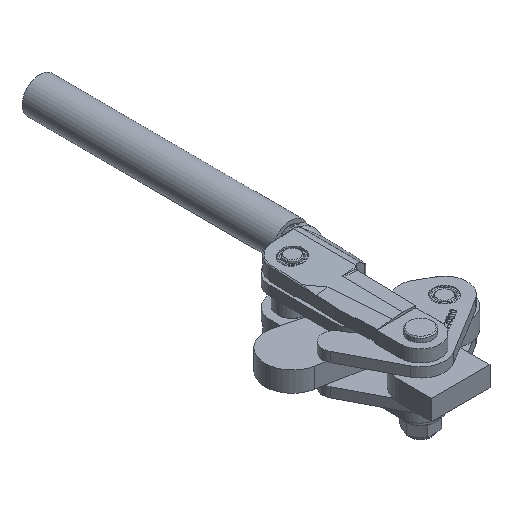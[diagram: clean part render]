
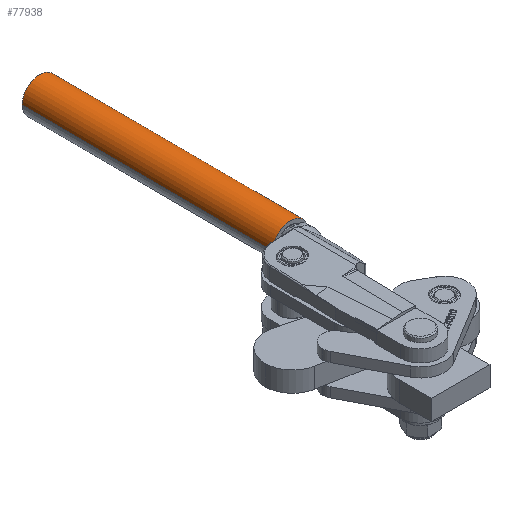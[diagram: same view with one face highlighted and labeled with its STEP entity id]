
A CAD part, isometric view. The second image highlights one B-rep face of the part: STEP entity #77938.
In plain terms, the highlighted cylindrical face has radius 8.75 mm (diameter 17.5 mm), a partial arc.
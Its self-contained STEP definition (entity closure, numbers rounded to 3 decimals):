
#1535 = DIRECTION ( 'NONE',  ( 1., 0., 0. ) ) ;
#5049 = CARTESIAN_POINT ( 'NONE',  ( -87.8, 31.698, 18.064 ) ) ;
#11137 = AXIS2_PLACEMENT_3D ( 'NONE', #80946, #36030, #88506 ) ;
#13002 = CARTESIAN_POINT ( 'NONE',  ( -87.8, 22.948, 18.064 ) ) ;
#13104 = CARTESIAN_POINT ( 'NONE',  ( -212.8, 14.198, 18.064 ) ) ;
#13696 = EDGE_CURVE ( 'NONE', #41452, #64717, #32052, .T. ) ;
#14837 = CARTESIAN_POINT ( 'NONE',  ( -87.8, 14.198, 18.064 ) ) ;
#16557 = EDGE_LOOP ( 'NONE', ( #73721, #89889, #71314, #36558 ) ) ;
#16602 = CARTESIAN_POINT ( 'NONE',  ( -212.8, 31.698, 18.064 ) ) ;
#19364 = CARTESIAN_POINT ( 'NONE',  ( -212.8, 14.198, 18.064 ) ) ;
#20558 = DIRECTION ( 'NONE',  ( 0., -1., 0. ) ) ;
#32052 = LINE ( 'NONE', #37109, #89516 ) ;
#35843 = VERTEX_POINT ( 'NONE', #19364 ) ;
#36030 = DIRECTION ( 'NONE',  ( -1., 0., 0. ) ) ;
#36136 = CIRCLE ( 'NONE', #55232, 8.75 ) ;
#36558 = ORIENTED_EDGE ( 'NONE', *, *, #13696, .F. ) ;
#37109 = CARTESIAN_POINT ( 'NONE',  ( -212.8, 31.698, 18.064 ) ) ;
#39315 = CARTESIAN_POINT ( 'NONE',  ( -212.8, 22.948, 18.064 ) ) ;
#39699 = CYLINDRICAL_SURFACE ( 'NONE', #55798, 8.75 ) ;
#41452 = VERTEX_POINT ( 'NONE', #16602 ) ;
#42079 = FACE_OUTER_BOUND ( 'NONE', #16557, .T. ) ;
#45425 = EDGE_CURVE ( 'NONE', #35843, #41452, #75991, .T. ) ;
#55232 = AXIS2_PLACEMENT_3D ( 'NONE', #13002, #65549, #20558 ) ;
#55798 = AXIS2_PLACEMENT_3D ( 'NONE', #39315, #1535, #69182 ) ;
#59383 = VERTEX_POINT ( 'NONE', #14837 ) ;
#59828 = DIRECTION ( 'NONE',  ( 1., 0., 0. ) ) ;
#64554 = VECTOR ( 'NONE', #65640, 1000. ) ;
#64717 = VERTEX_POINT ( 'NONE', #5049 ) ;
#65549 = DIRECTION ( 'NONE',  ( -1., 0., 0. ) ) ;
#65640 = DIRECTION ( 'NONE',  ( 1., 0., 0. ) ) ;
#69182 = DIRECTION ( 'NONE',  ( 0., 1., 0. ) ) ;
#71314 = ORIENTED_EDGE ( 'NONE', *, *, #78259, .T. ) ;
#73721 = ORIENTED_EDGE ( 'NONE', *, *, #45425, .F. ) ;
#75991 = CIRCLE ( 'NONE', #11137, 8.75 ) ;
#77938 = ADVANCED_FACE ( 'NONE', ( #42079 ), #39699, .T. ) ;
#78259 = EDGE_CURVE ( 'NONE', #59383, #64717, #36136, .T. ) ;
#80946 = CARTESIAN_POINT ( 'NONE',  ( -212.8, 22.948, 18.064 ) ) ;
#81618 = EDGE_CURVE ( 'NONE', #35843, #59383, #84470, .T. ) ;
#84470 = LINE ( 'NONE', #13104, #64554 ) ;
#88506 = DIRECTION ( 'NONE',  ( 0., -1., 0. ) ) ;
#89516 = VECTOR ( 'NONE', #59828, 1000. ) ;
#89889 = ORIENTED_EDGE ( 'NONE', *, *, #81618, .T. ) ;
